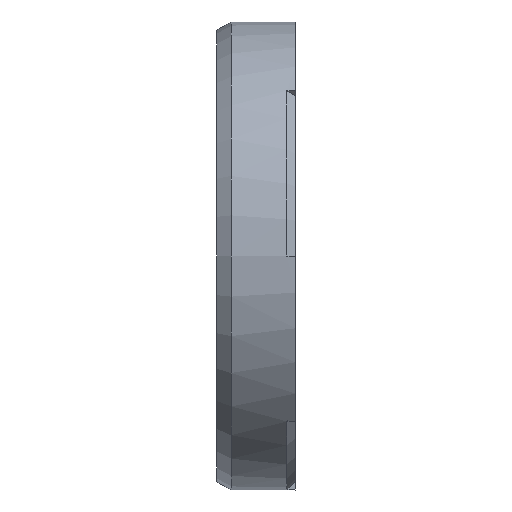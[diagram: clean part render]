
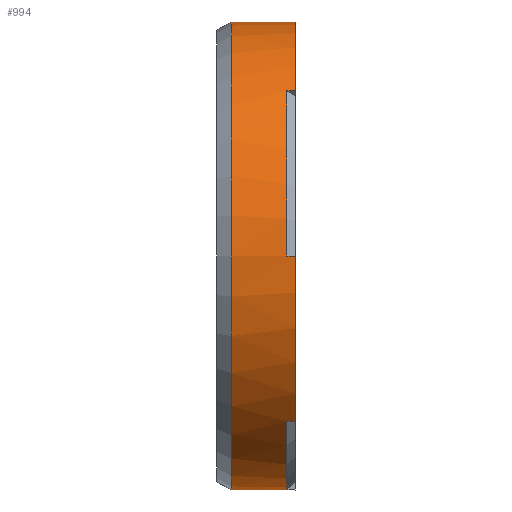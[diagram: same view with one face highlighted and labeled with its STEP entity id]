
A CAD part, left-side view. The second image highlights one B-rep face of the part: STEP entity #994.
In plain terms, the highlighted cylindrical face has radius 28 mm (diameter 56 mm), a partial arc.
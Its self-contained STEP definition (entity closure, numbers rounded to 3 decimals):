
#20 = CIRCLE ( 'NONE', #1059, 28. ) ;
#25 = DIRECTION ( 'NONE',  ( 0., 1., 0. ) ) ;
#43 = CARTESIAN_POINT ( 'NONE',  ( -19.799, -8., 19.799 ) ) ;
#87 = AXIS2_PLACEMENT_3D ( 'NONE', #162, #1209, #864 ) ;
#97 = CARTESIAN_POINT ( 'NONE',  ( -19.799, -7., -19.799 ) ) ;
#147 = ORIENTED_EDGE ( 'NONE', *, *, #661, .F. ) ;
#152 = DIRECTION ( 'NONE',  ( 0., -1., 0. ) ) ;
#158 = VECTOR ( 'NONE', #25, 1000. ) ;
#162 = CARTESIAN_POINT ( 'NONE',  ( 0., -7., 0. ) ) ;
#167 = LINE ( 'NONE', #285, #1324 ) ;
#180 = VERTEX_POINT ( 'NONE', #533 ) ;
#185 = CARTESIAN_POINT ( 'NONE',  ( -19.799, -8., -19.799 ) ) ;
#209 = VERTEX_POINT ( 'NONE', #771 ) ;
#214 = CIRCLE ( 'NONE', #623, 28. ) ;
#239 = ORIENTED_EDGE ( 'NONE', *, *, #1272, .F. ) ;
#269 = DIRECTION ( 'NONE',  ( 0., -1., 0. ) ) ;
#282 = VECTOR ( 'NONE', #1068, 1000. ) ;
#285 = CARTESIAN_POINT ( 'NONE',  ( 0., -8., 28. ) ) ;
#289 = LINE ( 'NONE', #996, #1084 ) ;
#304 = VECTOR ( 'NONE', #269, 1000. ) ;
#309 = DIRECTION ( 'NONE',  ( 0., 0., -1. ) ) ;
#315 = DIRECTION ( 'NONE',  ( 0., -1., 0. ) ) ;
#335 = CYLINDRICAL_SURFACE ( 'NONE', #1129, 28. ) ;
#384 = LINE ( 'NONE', #843, #304 ) ;
#414 = EDGE_CURVE ( 'NONE', #1422, #180, #1225, .T. ) ;
#439 = CARTESIAN_POINT ( 'NONE',  ( -28., -8., 0. ) ) ;
#440 = CARTESIAN_POINT ( 'NONE',  ( 0., 2., 0. ) ) ;
#446 = EDGE_CURVE ( 'NONE', #951, #209, #167, .T. ) ;
#463 = CARTESIAN_POINT ( 'NONE',  ( 0., -8., 0. ) ) ;
#467 = CARTESIAN_POINT ( 'NONE',  ( -19.799, -8., -19.799 ) ) ;
#514 = EDGE_CURVE ( 'NONE', #1200, #1307, #384, .T. ) ;
#533 = CARTESIAN_POINT ( 'NONE',  ( -28., -7., 0. ) ) ;
#537 = EDGE_CURVE ( 'NONE', #1309, #1200, #1150, .T. ) ;
#598 = LINE ( 'NONE', #467, #158 ) ;
#614 = ORIENTED_EDGE ( 'NONE', *, *, #446, .T. ) ;
#623 = AXIS2_PLACEMENT_3D ( 'NONE', #463, #812, #714 ) ;
#631 = CARTESIAN_POINT ( 'NONE',  ( -19.799, -8., 19.799 ) ) ;
#658 = DIRECTION ( 'NONE',  ( 0., 1., 0. ) ) ;
#661 = EDGE_CURVE ( 'NONE', #1280, #1422, #1069, .T. ) ;
#665 = DIRECTION ( 'NONE',  ( 0., -1., 0. ) ) ;
#689 = EDGE_CURVE ( 'NONE', #810, #1460, #598, .T. ) ;
#714 = DIRECTION ( 'NONE',  ( 0., 0., -1. ) ) ;
#771 = CARTESIAN_POINT ( 'NONE',  ( 0., -7., 28. ) ) ;
#810 = VERTEX_POINT ( 'NONE', #185 ) ;
#812 = DIRECTION ( 'NONE',  ( 0., -1., 0. ) ) ;
#815 = CARTESIAN_POINT ( 'NONE',  ( -28., -8., 0. ) ) ;
#833 = AXIS2_PLACEMENT_3D ( 'NONE', #1203, #1091, #1195 ) ;
#843 = CARTESIAN_POINT ( 'NONE',  ( 0., 2., -28. ) ) ;
#856 = VECTOR ( 'NONE', #1429, 1000. ) ;
#861 = DIRECTION ( 'NONE',  ( 0., -1., 0. ) ) ;
#864 = DIRECTION ( 'NONE',  ( -1., 0., 0. ) ) ;
#873 = CARTESIAN_POINT ( 'NONE',  ( 0., -0.332, 28. ) ) ;
#876 = EDGE_CURVE ( 'NONE', #1460, #1307, #1394, .T. ) ;
#896 = ORIENTED_EDGE ( 'NONE', *, *, #1095, .T. ) ;
#905 = FACE_OUTER_BOUND ( 'NONE', #1067, .T. ) ;
#951 = VERTEX_POINT ( 'NONE', #1480 ) ;
#994 = ADVANCED_FACE ( 'NONE', ( #905 ), #335, .T. ) ;
#996 = CARTESIAN_POINT ( 'NONE',  ( 0., 2., 28. ) ) ;
#1015 = CARTESIAN_POINT ( 'NONE',  ( -19.799, -7., 19.799 ) ) ;
#1035 = ORIENTED_EDGE ( 'NONE', *, *, #689, .F. ) ;
#1037 = ORIENTED_EDGE ( 'NONE', *, *, #537, .T. ) ;
#1049 = ORIENTED_EDGE ( 'NONE', *, *, #1111, .F. ) ;
#1059 = AXIS2_PLACEMENT_3D ( 'NONE', #1393, #152, #1174 ) ;
#1067 = EDGE_LOOP ( 'NONE', ( #239, #1037, #1430, #1360, #1035, #1112, #896, #1445, #147, #1049, #614 ) ) ;
#1068 = DIRECTION ( 'NONE',  ( 0., 1., 0. ) ) ;
#1069 = LINE ( 'NONE', #43, #856 ) ;
#1079 = AXIS2_PLACEMENT_3D ( 'NONE', #1139, #315, #1259 ) ;
#1084 = VECTOR ( 'NONE', #861, 1000. ) ;
#1091 = DIRECTION ( 'NONE',  ( 0., -1., 0. ) ) ;
#1095 = EDGE_CURVE ( 'NONE', #1389, #180, #1418, .T. ) ;
#1111 = EDGE_CURVE ( 'NONE', #951, #1280, #20, .T. ) ;
#1112 = ORIENTED_EDGE ( 'NONE', *, *, #1492, .F. ) ;
#1129 = AXIS2_PLACEMENT_3D ( 'NONE', #440, #665, #309 ) ;
#1139 = CARTESIAN_POINT ( 'NONE',  ( 0., -0.332, 0. ) ) ;
#1150 = CIRCLE ( 'NONE', #1079, 28. ) ;
#1174 = DIRECTION ( 'NONE',  ( 0., 0., -1. ) ) ;
#1191 = CARTESIAN_POINT ( 'NONE',  ( 0., -0.332, -28. ) ) ;
#1195 = DIRECTION ( 'NONE',  ( 0., 0., 1. ) ) ;
#1200 = VERTEX_POINT ( 'NONE', #1191 ) ;
#1203 = CARTESIAN_POINT ( 'NONE',  ( 0., -7., 0. ) ) ;
#1209 = DIRECTION ( 'NONE',  ( 0., -1., 0. ) ) ;
#1225 = CIRCLE ( 'NONE', #833, 28. ) ;
#1259 = DIRECTION ( 'NONE',  ( 0., 0., 1. ) ) ;
#1272 = EDGE_CURVE ( 'NONE', #1309, #209, #289, .T. ) ;
#1280 = VERTEX_POINT ( 'NONE', #631 ) ;
#1307 = VERTEX_POINT ( 'NONE', #1434 ) ;
#1309 = VERTEX_POINT ( 'NONE', #873 ) ;
#1324 = VECTOR ( 'NONE', #658, 1000. ) ;
#1360 = ORIENTED_EDGE ( 'NONE', *, *, #876, .F. ) ;
#1389 = VERTEX_POINT ( 'NONE', #439 ) ;
#1393 = CARTESIAN_POINT ( 'NONE',  ( 0., -8., 0. ) ) ;
#1394 = CIRCLE ( 'NONE', #87, 28. ) ;
#1418 = LINE ( 'NONE', #815, #282 ) ;
#1422 = VERTEX_POINT ( 'NONE', #1015 ) ;
#1429 = DIRECTION ( 'NONE',  ( 0., 1., 0. ) ) ;
#1430 = ORIENTED_EDGE ( 'NONE', *, *, #514, .T. ) ;
#1434 = CARTESIAN_POINT ( 'NONE',  ( 0., -7., -28. ) ) ;
#1445 = ORIENTED_EDGE ( 'NONE', *, *, #414, .F. ) ;
#1460 = VERTEX_POINT ( 'NONE', #97 ) ;
#1480 = CARTESIAN_POINT ( 'NONE',  ( 0., -8., 28. ) ) ;
#1492 = EDGE_CURVE ( 'NONE', #1389, #810, #214, .T. ) ;
